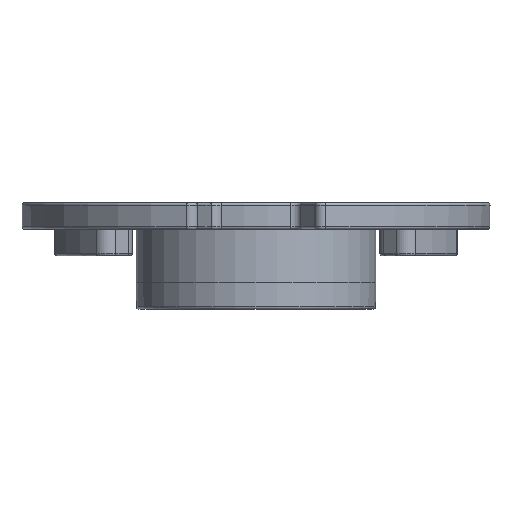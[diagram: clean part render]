
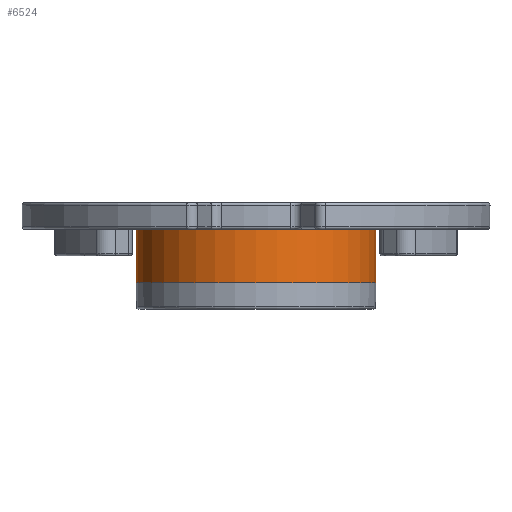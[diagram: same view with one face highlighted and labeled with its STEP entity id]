
A CAD part, left-side view. The second image highlights one B-rep face of the part: STEP entity #6524.
In plain terms, the highlighted cylindrical face has radius 14.3 mm (diameter 28.6 mm), a full revolution.
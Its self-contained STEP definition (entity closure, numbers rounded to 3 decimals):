
#308=LINE('',#10504,#556);
#556=VECTOR('',#8279,14.3);
#797=CYLINDRICAL_SURFACE('',#7136,14.3);
#1077=FACE_OUTER_BOUND('',#1504,.T.);
#1504=EDGE_LOOP('',(#4257,#4258,#4259,#4260,#4261,#4262));
#1957=CIRCLE('',#6973,14.3);
#1958=CIRCLE('',#6974,14.3);
#2088=CIRCLE('',#7137,14.3);
#2089=CIRCLE('',#7138,14.3);
#2523=VERTEX_POINT('',#10048);
#2524=VERTEX_POINT('',#10050);
#2639=VERTEX_POINT('',#10503);
#2640=VERTEX_POINT('',#10505);
#3091=EDGE_CURVE('',#2524,#2523,#1957,.T.);
#3092=EDGE_CURVE('',#2523,#2524,#1958,.T.);
#3234=EDGE_CURVE('',#2523,#2639,#308,.T.);
#3235=EDGE_CURVE('',#2640,#2639,#2088,.T.);
#3236=EDGE_CURVE('',#2639,#2640,#2089,.T.);
#4257=ORIENTED_EDGE('',*,*,#3091,.T.);
#4258=ORIENTED_EDGE('',*,*,#3234,.T.);
#4259=ORIENTED_EDGE('',*,*,#3235,.F.);
#4260=ORIENTED_EDGE('',*,*,#3236,.F.);
#4261=ORIENTED_EDGE('',*,*,#3234,.F.);
#4262=ORIENTED_EDGE('',*,*,#3092,.T.);
#6524=ADVANCED_FACE('',(#1077),#797,.T.);
#6973=AXIS2_PLACEMENT_3D('',#10051,#7939,#7940);
#6974=AXIS2_PLACEMENT_3D('',#10052,#7941,#7942);
#7136=AXIS2_PLACEMENT_3D('',#10502,#8277,#8278);
#7137=AXIS2_PLACEMENT_3D('',#10506,#8280,#8281);
#7138=AXIS2_PLACEMENT_3D('',#10507,#8282,#8283);
#7939=DIRECTION('center_axis',(0.,0.,-1.));
#7940=DIRECTION('ref_axis',(-1.,0.,0.));
#7941=DIRECTION('center_axis',(0.,0.,-1.));
#7942=DIRECTION('ref_axis',(-1.,0.,0.));
#8277=DIRECTION('center_axis',(0.,0.,-1.));
#8278=DIRECTION('ref_axis',(-1.,0.,0.));
#8279=DIRECTION('',(0.,0.,-1.));
#8280=DIRECTION('center_axis',(0.,0.,-1.));
#8281=DIRECTION('ref_axis',(-1.,0.,0.));
#8282=DIRECTION('center_axis',(0.,0.,-1.));
#8283=DIRECTION('ref_axis',(-1.,0.,0.));
#10048=CARTESIAN_POINT('',(14.3,0.,-1.588));
#10050=CARTESIAN_POINT('',(-14.3,0.,-1.588));
#10051=CARTESIAN_POINT('Origin',(0.,0.,-1.588));
#10052=CARTESIAN_POINT('Origin',(0.,0.,-1.588));
#10502=CARTESIAN_POINT('Origin',(0.,0.,-11.113));
#10503=CARTESIAN_POINT('',(14.3,0.,-7.938));
#10504=CARTESIAN_POINT('',(14.3,0.,-11.113));
#10505=CARTESIAN_POINT('',(-14.3,0.,-7.938));
#10506=CARTESIAN_POINT('Origin',(0.,0.,-7.938));
#10507=CARTESIAN_POINT('Origin',(0.,0.,-7.938));
